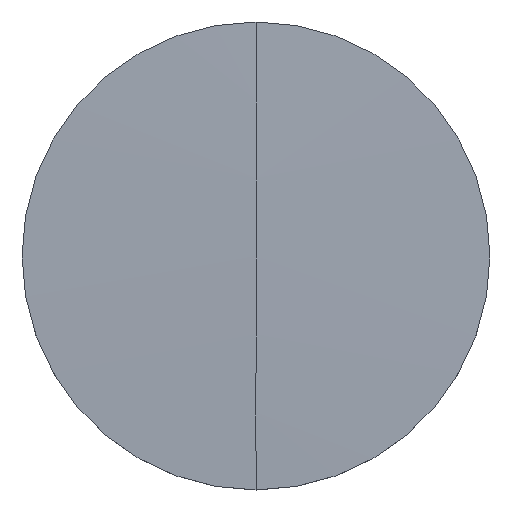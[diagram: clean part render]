
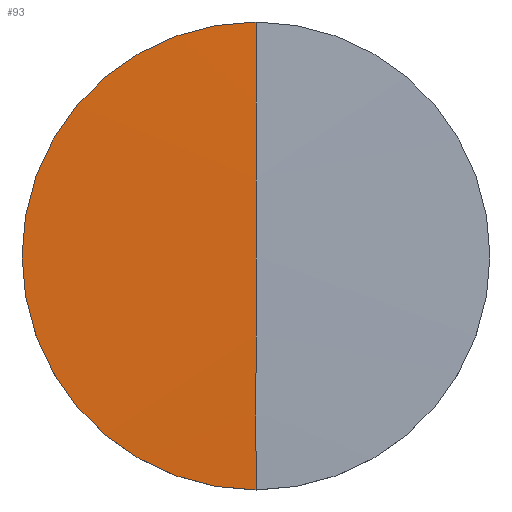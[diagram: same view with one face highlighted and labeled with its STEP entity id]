
A CAD part, top view. The second image highlights one B-rep face of the part: STEP entity #93.
In plain terms, the highlighted spherical face has radius 433.88 mm.
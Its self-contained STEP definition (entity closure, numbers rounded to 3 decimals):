
#2 = CIRCLE ( 'NONE', #14, 12.7 ) ;
#3 = CARTESIAN_POINT ( 'NONE',  ( 0., 0., 0.904 ) ) ;
#4 = DIRECTION ( 'NONE',  ( 0., -1., 0. ) ) ;
#9 = DIRECTION ( 'NONE',  ( 0., 0., 1. ) ) ;
#14 = AXIS2_PLACEMENT_3D ( 'NONE', #3, #9, #4 ) ;
#18 = DIRECTION ( 'NONE',  ( 0., 0., -1. ) ) ;
#19 = DIRECTION ( 'NONE',  ( 1., 0., 0. ) ) ;
#23 = CARTESIAN_POINT ( 'NONE',  ( 0., 0., 1.09 ) ) ;
#27 = CARTESIAN_POINT ( 'NONE',  ( 0., 0., -432.79 ) ) ;
#28 = AXIS2_PLACEMENT_3D ( 'NONE', #27, #19, #18 ) ;
#43 = SPHERICAL_SURFACE ( 'NONE', #89, 433.88 ) ;
#47 = FACE_OUTER_BOUND ( 'NONE', #152, .T. ) ;
#50 = DIRECTION ( 'NONE',  ( 0., -1., 0. ) ) ;
#51 = DIRECTION ( 'NONE',  ( -1., 0., 0. ) ) ;
#54 = ORIENTED_EDGE ( 'NONE', *, *, #105, .F. ) ;
#56 = VERTEX_POINT ( 'NONE', #23 ) ;
#57 = EDGE_CURVE ( 'NONE', #59, #56, #66, .T. ) ;
#58 = ORIENTED_EDGE ( 'NONE', *, *, #57, .T. ) ;
#59 = VERTEX_POINT ( 'NONE', #75 ) ;
#60 = CARTESIAN_POINT ( 'NONE',  ( 0., 0., -432.79 ) ) ;
#66 = CIRCLE ( 'NONE', #69, 433.88 ) ;
#68 = CARTESIAN_POINT ( 'NONE',  ( 0., 12.7, 0.904 ) ) ;
#69 = AXIS2_PLACEMENT_3D ( 'NONE', #60, #51, #50 ) ;
#73 = CARTESIAN_POINT ( 'NONE',  ( 0., 0., -432.79 ) ) ;
#75 = CARTESIAN_POINT ( 'NONE',  ( 0., -12.7, 0.904 ) ) ;
#89 = AXIS2_PLACEMENT_3D ( 'NONE', #73, #129, #124 ) ;
#91 = VERTEX_POINT ( 'NONE', #68 ) ;
#93 = ADVANCED_FACE ( 'NONE', ( #47 ), #43, .T. ) ;
#94 = ORIENTED_EDGE ( 'NONE', *, *, #132, .T. ) ;
#105 = EDGE_CURVE ( 'NONE', #91, #56, #128, .T. ) ;
#124 = DIRECTION ( 'NONE',  ( 0., 1., 0. ) ) ;
#128 = CIRCLE ( 'NONE', #28, 433.88 ) ;
#129 = DIRECTION ( 'NONE',  ( -1., 0., 0. ) ) ;
#132 = EDGE_CURVE ( 'NONE', #91, #59, #2, .T. ) ;
#152 = EDGE_LOOP ( 'NONE', ( #94, #58, #54 ) ) ;
